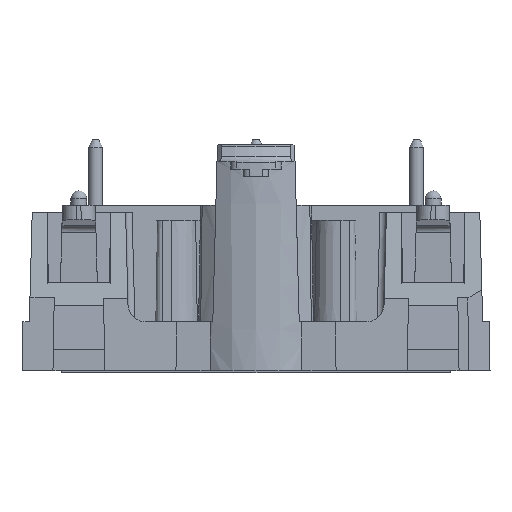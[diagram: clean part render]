
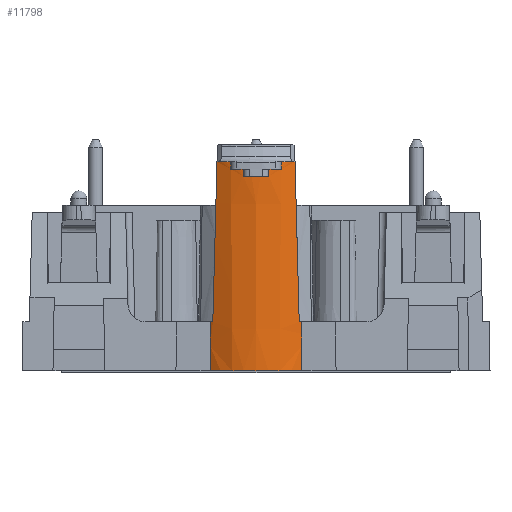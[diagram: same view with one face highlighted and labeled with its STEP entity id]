
A CAD part, left-side view. The second image highlights one B-rep face of the part: STEP entity #11798.
In plain terms, the highlighted conical face has half-angle 0.516 degrees and reference radius 5.5 mm.
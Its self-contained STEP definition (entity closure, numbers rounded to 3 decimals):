
#65=B_SPLINE_CURVE_WITH_KNOTS('',3,(#17557,#17558,#17559,#17560,#17561,
#17562,#17563),.UNSPECIFIED.,.F.,.F.,(4,3,4),(0.002,0.002,
0.002),.UNSPECIFIED.);
#66=B_SPLINE_CURVE_WITH_KNOTS('',3,(#17571,#17572,#17573,#17574,#17575,
#17576,#17577),.UNSPECIFIED.,.F.,.F.,(4,3,4),(0.002,0.002,
0.003),.UNSPECIFIED.);
#67=B_SPLINE_CURVE_WITH_KNOTS('',3,(#17585,#17586,#17587,#17588,#17589,
#17590,#17591),.UNSPECIFIED.,.F.,.F.,(4,3,4),(0.002,0.002,
0.002),.UNSPECIFIED.);
#68=B_SPLINE_CURVE_WITH_KNOTS('',3,(#17599,#17600,#17601,#17602,#17603,
#17604,#17605),.UNSPECIFIED.,.F.,.F.,(4,3,4),(0.002,0.002,
0.002),.UNSPECIFIED.);
#103=CONICAL_SURFACE('',#12622,5.5,0.009);
#233=CIRCLE('',#12336,5.469);
#284=CIRCLE('',#12526,5.5);
#285=CIRCLE('',#12530,5.6);
#286=CIRCLE('',#12533,5.595);
#287=CIRCLE('',#12536,5.591);
#288=CIRCLE('',#12539,5.595);
#289=CIRCLE('',#12542,5.6);
#291=CIRCLE('',#12548,5.5);
#628=ELLIPSE('',#12528,283.039,6.957);
#629=ELLIPSE('',#12544,283.039,6.957);
#652=ELLIPSE('',#12621,248.172,3.71);
#653=ELLIPSE('',#12623,248.172,3.71);
#2468=ORIENTED_EDGE('',*,*,#3606,.F.);
#2469=ORIENTED_EDGE('',*,*,#4037,.F.);
#2470=ORIENTED_EDGE('',*,*,#3911,.T.);
#2471=ORIENTED_EDGE('',*,*,#3908,.F.);
#2472=ORIENTED_EDGE('',*,*,#3906,.T.);
#2473=ORIENTED_EDGE('',*,*,#3904,.T.);
#2474=ORIENTED_EDGE('',*,*,#3902,.T.);
#2475=ORIENTED_EDGE('',*,*,#3900,.T.);
#2476=ORIENTED_EDGE('',*,*,#3898,.T.);
#2477=ORIENTED_EDGE('',*,*,#3896,.T.);
#2478=ORIENTED_EDGE('',*,*,#3894,.T.);
#2479=ORIENTED_EDGE('',*,*,#3892,.T.);
#2480=ORIENTED_EDGE('',*,*,#3890,.T.);
#2481=ORIENTED_EDGE('',*,*,#3888,.F.);
#2482=ORIENTED_EDGE('',*,*,#3887,.T.);
#2483=ORIENTED_EDGE('',*,*,#4036,.T.);
#3606=EDGE_CURVE('',#4626,#4627,#233,.F.);
#3887=EDGE_CURVE('',#4829,#4830,#284,.T.);
#3888=EDGE_CURVE('',#4829,#4831,#628,.F.);
#3890=EDGE_CURVE('',#4832,#4831,#285,.T.);
#3892=EDGE_CURVE('',#4833,#4832,#65,.T.);
#3894=EDGE_CURVE('',#4834,#4833,#286,.T.);
#3896=EDGE_CURVE('',#4835,#4834,#66,.T.);
#3898=EDGE_CURVE('',#4836,#4835,#287,.T.);
#3900=EDGE_CURVE('',#4837,#4836,#67,.T.);
#3902=EDGE_CURVE('',#4838,#4837,#288,.T.);
#3904=EDGE_CURVE('',#4839,#4838,#68,.T.);
#3906=EDGE_CURVE('',#4840,#4839,#289,.T.);
#3908=EDGE_CURVE('',#4840,#4841,#629,.F.);
#3911=EDGE_CURVE('',#4842,#4841,#291,.T.);
#4036=EDGE_CURVE('',#4830,#4627,#652,.F.);
#4037=EDGE_CURVE('',#4842,#4626,#653,.T.);
#4626=VERTEX_POINT('',#16811);
#4627=VERTEX_POINT('',#16813);
#4829=VERTEX_POINT('',#17544);
#4830=VERTEX_POINT('',#17546);
#4831=VERTEX_POINT('',#17550);
#4832=VERTEX_POINT('',#17554);
#4833=VERTEX_POINT('',#17564);
#4834=VERTEX_POINT('',#17568);
#4835=VERTEX_POINT('',#17578);
#4836=VERTEX_POINT('',#17582);
#4837=VERTEX_POINT('',#17592);
#4838=VERTEX_POINT('',#17596);
#4839=VERTEX_POINT('',#17606);
#4840=VERTEX_POINT('',#17610);
#4841=VERTEX_POINT('',#17614);
#4842=VERTEX_POINT('',#17618);
#6898=EDGE_LOOP('',(#2468,#2469,#2470,#2471,#2472,#2473,#2474,#2475,#2476,
#2477,#2478,#2479,#2480,#2481,#2482,#2483));
#7516=FACE_BOUND('',#6898,.T.);
#11798=ADVANCED_FACE('',(#7516),#103,.T.);
#12336=AXIS2_PLACEMENT_3D('',#16812,#13974,#13975);
#12526=AXIS2_PLACEMENT_3D('',#17547,#14514,#14515);
#12528=AXIS2_PLACEMENT_3D('',#17549,#14518,#14519);
#12530=AXIS2_PLACEMENT_3D('',#17553,#14523,#14524);
#12533=AXIS2_PLACEMENT_3D('',#17567,#14531,#14532);
#12536=AXIS2_PLACEMENT_3D('',#17581,#14539,#14540);
#12539=AXIS2_PLACEMENT_3D('',#17595,#14547,#14548);
#12542=AXIS2_PLACEMENT_3D('',#17609,#14555,#14556);
#12544=AXIS2_PLACEMENT_3D('',#17613,#14560,#14561);
#12548=AXIS2_PLACEMENT_3D('',#17619,#14568,#14569);
#12621=AXIS2_PLACEMENT_3D('',#17935,#14811,#14812);
#12622=AXIS2_PLACEMENT_3D('',#17936,#14813,#14814);
#12623=AXIS2_PLACEMENT_3D('',#17937,#14815,#14816);
#13974=DIRECTION('',(0.,0.,1.));
#13975=DIRECTION('',(1.,0.,0.));
#14514=DIRECTION('',(0.,0.,-1.));
#14515=DIRECTION('',(-1.,0.,0.));
#14518=DIRECTION('',(0.,-1.,-0.026));
#14519=DIRECTION('',(0.,-0.026,1.));
#14523=DIRECTION('',(0.,0.,-1.));
#14524=DIRECTION('',(-1.,0.,0.));
#14531=DIRECTION('',(0.,0.,-1.));
#14532=DIRECTION('',(-1.,0.,0.));
#14539=DIRECTION('',(0.,0.,-1.));
#14540=DIRECTION('',(-1.,0.,0.));
#14547=DIRECTION('',(0.,0.,-1.));
#14548=DIRECTION('',(-1.,0.,0.));
#14555=DIRECTION('',(0.,0.,-1.));
#14556=DIRECTION('',(-1.,0.,0.));
#14560=DIRECTION('',(0.,1.,-0.026));
#14561=DIRECTION('',(0.,0.026,1.));
#14568=DIRECTION('',(0.,0.,-1.));
#14569=DIRECTION('',(-1.,0.,0.));
#14811=DIRECTION('',(1.,0.,0.017));
#14812=DIRECTION('',(-0.017,0.,1.));
#14813=DIRECTION('',(0.,0.,1.));
#14814=DIRECTION('',(-1.,0.,0.));
#14815=DIRECTION('',(1.,0.,0.017));
#14816=DIRECTION('',(-0.017,0.,1.));
#16811=CARTESIAN_POINT('',(-31.941,-3.193,0.));
#16812=CARTESIAN_POINT('',(-27.5,0.,0.));
#16813=CARTESIAN_POINT('',(-31.941,3.193,0.));
#17544=CARTESIAN_POINT('',(-32.11,3.,3.4));
#17546=CARTESIAN_POINT('',(-32.,3.162,3.4));
#17547=CARTESIAN_POINT('',(-27.5,0.,3.4));
#17549=CARTESIAN_POINT('',(-27.5,-2.549,215.309));
#17550=CARTESIAN_POINT('',(-32.401,2.709,14.5));
#17553=CARTESIAN_POINT('',(-27.5,0.,14.5));
#17554=CARTESIAN_POINT('',(-32.82,1.75,14.5));
#17557=CARTESIAN_POINT('',(-32.815,1.75,14.));
#17558=CARTESIAN_POINT('',(-32.815,1.75,14.05));
#17559=CARTESIAN_POINT('',(-32.816,1.75,14.1));
#17560=CARTESIAN_POINT('',(-32.816,1.75,14.15));
#17561=CARTESIAN_POINT('',(-32.817,1.75,14.266));
#17562=CARTESIAN_POINT('',(-32.818,1.75,14.383));
#17563=CARTESIAN_POINT('',(-32.82,1.75,14.5));
#17564=CARTESIAN_POINT('',(-32.815,1.75,14.));
#17567=CARTESIAN_POINT('',(-27.5,0.,14.));
#17568=CARTESIAN_POINT('',(-33.023,0.9,14.));
#17571=CARTESIAN_POINT('',(-33.018,0.9,13.5));
#17572=CARTESIAN_POINT('',(-33.018,0.9,13.542));
#17573=CARTESIAN_POINT('',(-33.019,0.9,13.583));
#17574=CARTESIAN_POINT('',(-33.019,0.9,13.625));
#17575=CARTESIAN_POINT('',(-33.02,0.9,13.75));
#17576=CARTESIAN_POINT('',(-33.021,0.9,13.875));
#17577=CARTESIAN_POINT('',(-33.023,0.9,14.));
#17578=CARTESIAN_POINT('',(-33.018,0.9,13.5));
#17581=CARTESIAN_POINT('',(-27.5,0.,13.5));
#17582=CARTESIAN_POINT('',(-33.018,-0.9,13.5));
#17585=CARTESIAN_POINT('',(-33.023,-0.9,14.));
#17586=CARTESIAN_POINT('',(-33.021,-0.9,13.875));
#17587=CARTESIAN_POINT('',(-33.02,-0.9,13.75));
#17588=CARTESIAN_POINT('',(-33.019,-0.9,13.625));
#17589=CARTESIAN_POINT('',(-33.019,-0.9,13.583));
#17590=CARTESIAN_POINT('',(-33.018,-0.9,13.542));
#17591=CARTESIAN_POINT('',(-33.018,-0.9,13.5));
#17592=CARTESIAN_POINT('',(-33.023,-0.9,14.));
#17595=CARTESIAN_POINT('',(-27.5,0.,14.));
#17596=CARTESIAN_POINT('',(-32.815,-1.75,14.));
#17599=CARTESIAN_POINT('',(-32.82,-1.75,14.5));
#17600=CARTESIAN_POINT('',(-32.818,-1.75,14.383));
#17601=CARTESIAN_POINT('',(-32.817,-1.75,14.266));
#17602=CARTESIAN_POINT('',(-32.816,-1.75,14.15));
#17603=CARTESIAN_POINT('',(-32.816,-1.75,14.1));
#17604=CARTESIAN_POINT('',(-32.815,-1.75,14.05));
#17605=CARTESIAN_POINT('',(-32.815,-1.75,14.));
#17606=CARTESIAN_POINT('',(-32.82,-1.75,14.5));
#17609=CARTESIAN_POINT('',(-27.5,0.,14.5));
#17610=CARTESIAN_POINT('',(-32.401,-2.709,14.5));
#17613=CARTESIAN_POINT('',(-27.5,2.549,215.309));
#17614=CARTESIAN_POINT('',(-32.11,-3.,3.4));
#17618=CARTESIAN_POINT('',(-32.,-3.162,3.4));
#17619=CARTESIAN_POINT('',(-27.5,0.,3.4));
#17935=CARTESIAN_POINT('',(-29.735,0.,-126.336));
#17936=CARTESIAN_POINT('',(-27.5,0.,3.4));
#17937=CARTESIAN_POINT('',(-29.735,0.,-126.336));
